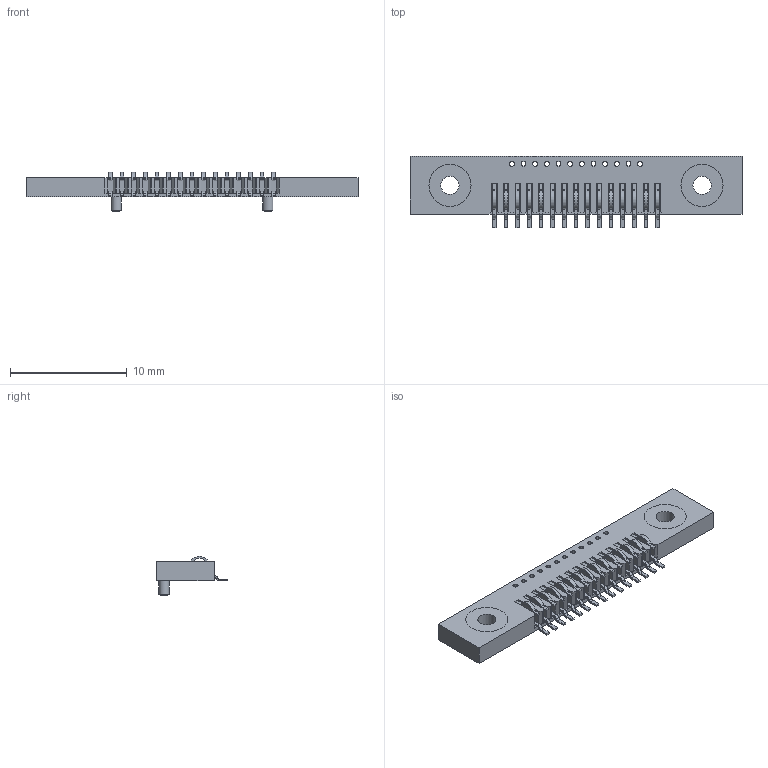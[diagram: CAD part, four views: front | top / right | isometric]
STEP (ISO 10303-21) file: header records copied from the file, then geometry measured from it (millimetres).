
FILE_DESCRIPTION(/* description */ ('STEP AP214'),/* implementation_level */ '2;1');
FILE_NAME(/* name */ 'SEI-115-02-GF-S-M-AB',/* time_stamp */ '2025-04-03T09:38:18+02:00',/* author */ ('License CC BY-ND 4.0'),/* organization */ ('CADENAS'),/* preprocessor_version */ 'ST-DEVELOPER v19.3',/* originating_system */ 'PARTsolutions',/* authorisation */ ' ');
FILE_SCHEMA (('AUTOMOTIVE_DESIGN {1 0 10303 214 3 1 1}'));
Length unit declared in the file: inch
Products named in the file (4): SEI-115-02-GF-S-M-AB; SEI-15-02-GF-S-M-AB_t; SEI-15-02-GF-S-M-AB_p; SEI-15-02-GF-S-M-AB_i
Assembly tree (4 placements, depth 2):
  SEI-115-02-GF-S-M-AB
    SEI-15-02-GF-S-M-AB_t
    SEI-15-02-GF-S-M-AB_p
    SEI-15-02-GF-S-M-AB_i  x2
Bounding box: 28.48 x 6.1 x 3.38 mm (x, y, z)
Volume: 208.5 mm3; surface area: 791.7 mm2
Topology: 4 solids, 4 shells, 608 faces, 1782 edges, 1188 vertices
Faces by surface type: plane 364, cylinder 242, cone 2
Full cylindrical faces by diameter (mm): 0.889 x2, 1.567 x2, 3.607 x4, 4.318 x4
Entity records: 20253 total; most frequent: CARTESIAN_POINT 3547, ORIENTED_EDGE 3520, DIRECTION 3510, EDGE_CURVE 1760, LINE 1224, VECTOR 1224, VERTEX_POINT 1180, AXIS2_PLACEMENT_3D 1143
